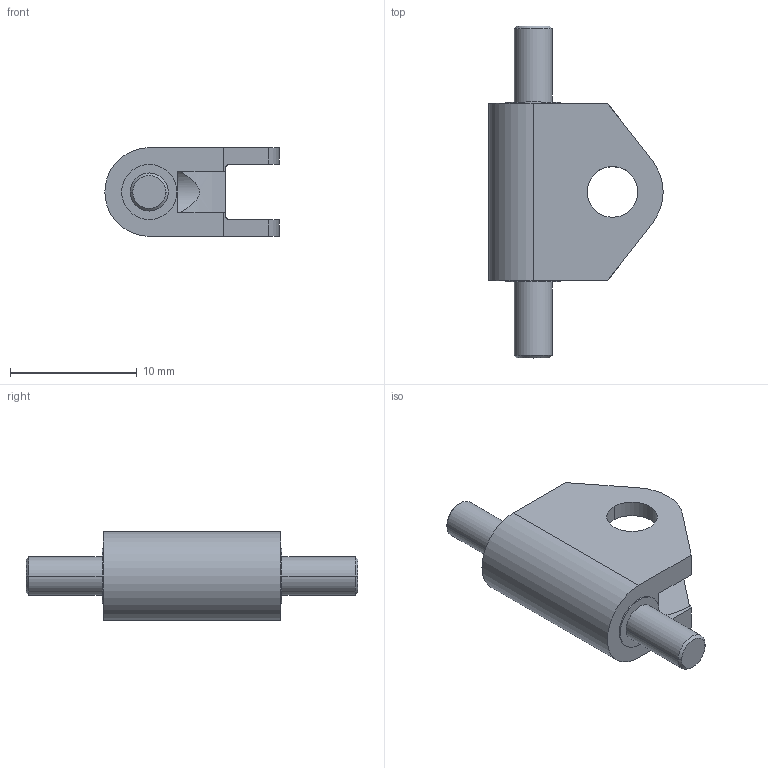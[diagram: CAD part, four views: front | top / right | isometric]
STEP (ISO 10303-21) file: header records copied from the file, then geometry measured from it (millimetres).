
FILE_DESCRIPTION((''),'2;1');
FILE_NAME('TDC_NECK_UMLHEBEL','2021-11-18T11:22:49',('rein_je'),(''),'CREO PARAMETRIC BY PTC INC, 2019471','CREO PARAMETRIC BY PTC INC, 2019471','');
FILE_SCHEMA(('AUTOMOTIVE_DESIGN { 1 0 10303 214 1 1 1 1 }'));
Length unit declared in the file: millimetre
Products named in the file (1): TDC_NECK_UMLHEBEL
Bounding box: 13.75 x 26.2 x 7 mm (x, y, z)
Volume: 599.6 mm3; surface area: 1014.7 mm2
Topology: 1 solids, 1 shells, 49 faces, 128 edges, 88 vertices
Faces by surface type: cylinder 22, plane 19, cone 6, torus 2
Entity records: 1738 total; most frequent: CARTESIAN_POINT 378, DIRECTION 273, ORIENTED_EDGE 246, EDGE_CURVE 123, AXIS2_PLACEMENT_3D 105, VERTEX_POINT 80, VECTOR 63, LINE 63
